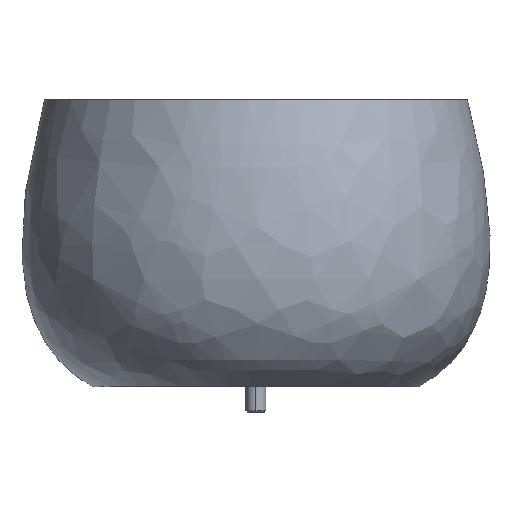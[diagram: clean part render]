
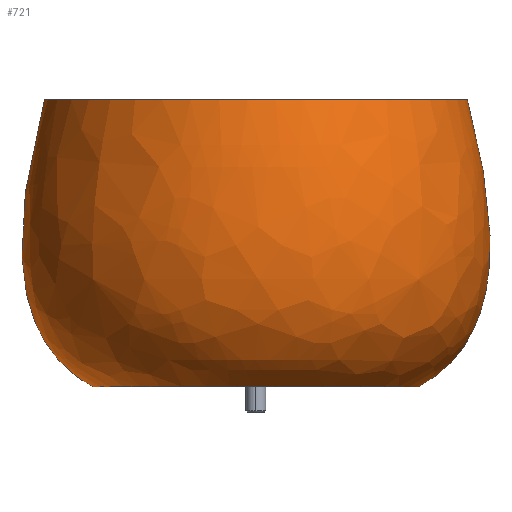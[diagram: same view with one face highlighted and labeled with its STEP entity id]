
A CAD part, left-side view. The second image highlights one B-rep face of the part: STEP entity #721.
In plain terms, the highlighted free-form (B-spline) face has degree [2, 3] with [5, 4] control points.
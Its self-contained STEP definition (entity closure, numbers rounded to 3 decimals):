
#325=(
BOUNDED_SURFACE()
B_SPLINE_SURFACE(2,3,((#8823,#8824,#8825,#8826),(#8827,#8828,#8829,#8830),
(#8831,#8832,#8833,#8834),(#8835,#8836,#8837,#8838),(#8839,#8840,#8841,
#8842)),.UNSPECIFIED.,.F.,.F.,.F.)
B_SPLINE_SURFACE_WITH_KNOTS((3,2,3),(4,4),(0.,92.501,185.003),
(15.674,211.405),.UNSPECIFIED.)
GEOMETRIC_REPRESENTATION_ITEM()
RATIONAL_B_SPLINE_SURFACE(((1.,1.,1.,1.),(0.707,0.707,
0.707,0.707),(1.,1.,1.,1.),(0.707,0.707,
0.707,0.707),(1.,1.,1.,1.)))
REPRESENTATION_ITEM('')
SURFACE()
);
#721=ADVANCED_FACE('',(#1047),#325,.T.);
#1047=FACE_OUTER_BOUND('',#1429,.T.);
#1429=EDGE_LOOP('',(#2744,#2745,#2746,#2747));
#2744=ORIENTED_EDGE('',*,*,#3521,.F.);
#2745=ORIENTED_EDGE('',*,*,#3523,.T.);
#2746=ORIENTED_EDGE('',*,*,#3524,.T.);
#2747=ORIENTED_EDGE('',*,*,#3525,.T.);
#3521=EDGE_CURVE('',#4494,#4495,#3991,.T.);
#3523=EDGE_CURVE('',#4494,#4496,#3993,.T.);
#3524=EDGE_CURVE('',#4496,#4497,#3994,.T.);
#3525=EDGE_CURVE('',#4497,#4495,#3995,.T.);
#3991=(
BOUNDED_CURVE()
B_SPLINE_CURVE(2,(#9141,#9142,#9143,#9144,#9145),.UNSPECIFIED.,.F.,.F.)
B_SPLINE_CURVE_WITH_KNOTS((3,2,3),(-185.003,-92.501,
0.),.UNSPECIFIED.)
CURVE()
GEOMETRIC_REPRESENTATION_ITEM()
RATIONAL_B_SPLINE_CURVE((1.,0.707,1.,0.707,1.))
REPRESENTATION_ITEM('')
);
#3993=(
BOUNDED_CURVE()
B_SPLINE_CURVE(3,(#9156,#9157,#9158,#9159),.UNSPECIFIED.,.F.,.F.)
B_SPLINE_CURVE_WITH_KNOTS((4,4),(15.674,211.405),
 .UNSPECIFIED.)
CURVE()
GEOMETRIC_REPRESENTATION_ITEM()
RATIONAL_B_SPLINE_CURVE((1.,1.,1.,1.))
REPRESENTATION_ITEM('')
);
#3994=(
BOUNDED_CURVE()
B_SPLINE_CURVE(2,(#9160,#9161,#9162,#9163,#9164),.UNSPECIFIED.,.F.,.F.)
B_SPLINE_CURVE_WITH_KNOTS((3,2,3),(-185.003,-92.501,
0.),.UNSPECIFIED.)
CURVE()
GEOMETRIC_REPRESENTATION_ITEM()
RATIONAL_B_SPLINE_CURVE((1.,0.707,1.,0.707,1.))
REPRESENTATION_ITEM('')
);
#3995=(
BOUNDED_CURVE()
B_SPLINE_CURVE(3,(#9165,#9166,#9167,#9168),.UNSPECIFIED.,.F.,.F.)
B_SPLINE_CURVE_WITH_KNOTS((4,4),(-211.405,-15.674),
 .UNSPECIFIED.)
CURVE()
GEOMETRIC_REPRESENTATION_ITEM()
RATIONAL_B_SPLINE_CURVE((1.,1.,1.,1.))
REPRESENTATION_ITEM('')
);
#4494=VERTEX_POINT('',#8982);
#4495=VERTEX_POINT('',#8983);
#4496=VERTEX_POINT('',#8984);
#4497=VERTEX_POINT('',#8985);
#8823=CARTESIAN_POINT('',(-250.327,-31.095,76.916));
#8824=CARTESIAN_POINT('',(-250.327,-40.556,41.421));
#8825=CARTESIAN_POINT('',(-250.327,-39.516,15.887));
#8826=CARTESIAN_POINT('',(-250.327,-18.829,4.651));
#8827=CARTESIAN_POINT('',(-303.477,-31.708,76.916));
#8828=CARTESIAN_POINT('',(-312.939,-41.169,41.421));
#8829=CARTESIAN_POINT('',(-311.898,-40.129,15.887));
#8830=CARTESIAN_POINT('',(-291.211,-19.442,4.651));
#8831=CARTESIAN_POINT('',(-304.09,21.443,76.916));
#8832=CARTESIAN_POINT('',(-313.552,21.443,41.421));
#8833=CARTESIAN_POINT('',(-312.511,21.443,15.887));
#8834=CARTESIAN_POINT('',(-291.825,21.443,4.651));
#8835=CARTESIAN_POINT('',(-304.703,74.593,76.916));
#8836=CARTESIAN_POINT('',(-314.165,84.054,41.421));
#8837=CARTESIAN_POINT('',(-313.124,83.014,15.887));
#8838=CARTESIAN_POINT('',(-292.438,62.327,4.651));
#8839=CARTESIAN_POINT('',(-251.553,75.206,76.916));
#8840=CARTESIAN_POINT('',(-251.553,84.667,41.421));
#8841=CARTESIAN_POINT('',(-251.553,83.627,15.887));
#8842=CARTESIAN_POINT('',(-251.553,62.94,4.651));
#8982=CARTESIAN_POINT('',(-251.553,75.206,76.916));
#8983=CARTESIAN_POINT('',(-250.327,-31.095,76.916));
#8984=CARTESIAN_POINT('',(-251.553,62.94,4.651));
#8985=CARTESIAN_POINT('',(-250.327,-18.829,4.651));
#9141=CARTESIAN_POINT('',(-251.553,75.206,76.916));
#9142=CARTESIAN_POINT('',(-304.703,74.593,76.916));
#9143=CARTESIAN_POINT('',(-304.09,21.443,76.916));
#9144=CARTESIAN_POINT('',(-303.477,-31.708,76.916));
#9145=CARTESIAN_POINT('',(-250.327,-31.095,76.916));
#9156=CARTESIAN_POINT('',(-251.553,75.206,76.916));
#9157=CARTESIAN_POINT('',(-251.553,84.667,41.421));
#9158=CARTESIAN_POINT('',(-251.553,83.627,15.887));
#9159=CARTESIAN_POINT('',(-251.553,62.94,4.651));
#9160=CARTESIAN_POINT('',(-251.553,62.94,4.651));
#9161=CARTESIAN_POINT('',(-292.438,62.327,4.651));
#9162=CARTESIAN_POINT('',(-291.825,21.443,4.651));
#9163=CARTESIAN_POINT('',(-291.211,-19.442,4.651));
#9164=CARTESIAN_POINT('',(-250.327,-18.829,4.651));
#9165=CARTESIAN_POINT('',(-250.327,-18.829,4.651));
#9166=CARTESIAN_POINT('',(-250.327,-39.516,15.887));
#9167=CARTESIAN_POINT('',(-250.327,-40.556,41.421));
#9168=CARTESIAN_POINT('',(-250.327,-31.095,76.916));
